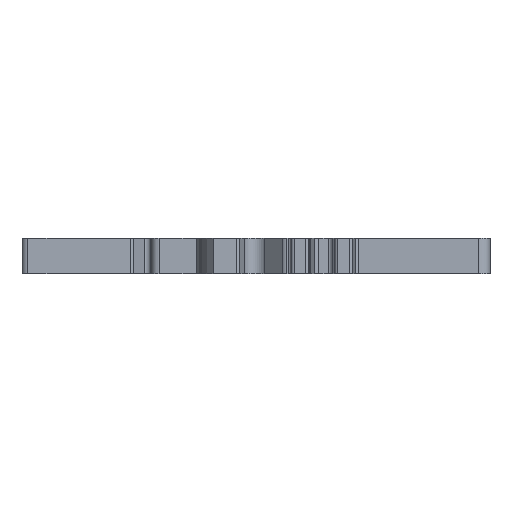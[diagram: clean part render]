
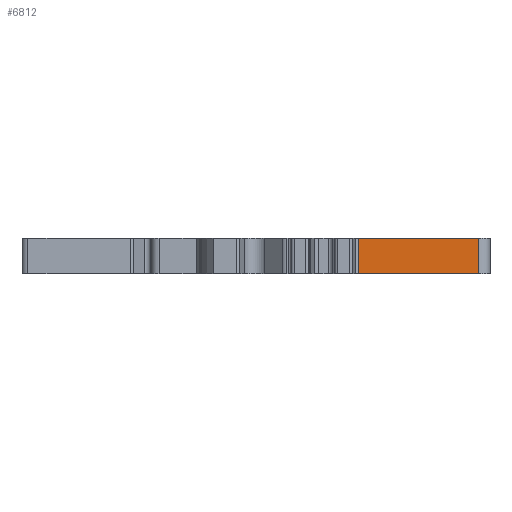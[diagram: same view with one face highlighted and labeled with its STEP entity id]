
A CAD part, front view. The second image highlights one B-rep face of the part: STEP entity #6812.
In plain terms, the highlighted planar face has unit normal (0, -1, 0).
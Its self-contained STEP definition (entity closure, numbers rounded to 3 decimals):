
#1105=DIRECTION('',(-1.,0.,0.));
#1106=VECTOR('',#1105,20.534);
#1107=CARTESIAN_POINT('',(38.,0.,-6.));
#1108=LINE('',#1107,#1106);
#3094=DIRECTION('',(0.,0.,-1.));
#3095=VECTOR('',#3094,6.);
#3096=CARTESIAN_POINT('',(38.,0.,0.));
#3097=LINE('',#3096,#3095);
#3101=DIRECTION('',(-1.,0.,0.));
#3102=VECTOR('',#3101,20.534);
#3103=CARTESIAN_POINT('',(38.,0.,0.));
#3104=LINE('',#3103,#3102);
#3108=DIRECTION('',(0.,0.,1.));
#3109=VECTOR('',#3108,6.);
#3110=CARTESIAN_POINT('',(17.466,0.,-6.));
#3111=LINE('',#3110,#3109);
#5338=CARTESIAN_POINT('',(38.,0.,-6.));
#5339=VERTEX_POINT('',#5338);
#5340=CARTESIAN_POINT('',(38.,0.,0.));
#5341=VERTEX_POINT('',#5340);
#5560=CARTESIAN_POINT('',(17.466,0.,-6.));
#5561=VERTEX_POINT('',#5560);
#5562=CARTESIAN_POINT('',(17.466,0.,0.));
#5563=VERTEX_POINT('',#5562);
#6800=CARTESIAN_POINT('',(40.,0.,0.));
#6801=DIRECTION('',(0.,1.,0.));
#6802=DIRECTION('',(1.,0.,0.));
#6803=AXIS2_PLACEMENT_3D('',#6800,#6801,#6802);
#6804=PLANE('',#6803);
#6805=ORIENTED_EDGE('',*,*,#6236,.T.);
#6807=ORIENTED_EDGE('',*,*,#6806,.T.);
#6808=ORIENTED_EDGE('',*,*,#5923,.F.);
#6809=ORIENTED_EDGE('',*,*,#6794,.T.);
#6810=EDGE_LOOP('',(#6805,#6807,#6808,#6809));
#6811=FACE_OUTER_BOUND('',#6810,.F.);
#5923=EDGE_CURVE('',#5341,#5563,#3104,.T.);
#6236=EDGE_CURVE('',#5339,#5561,#1108,.T.);
#6794=EDGE_CURVE('',#5341,#5339,#3097,.T.);
#6806=EDGE_CURVE('',#5561,#5563,#3111,.T.);
#6812=ADVANCED_FACE('',(#6811),#6804,.F.);
